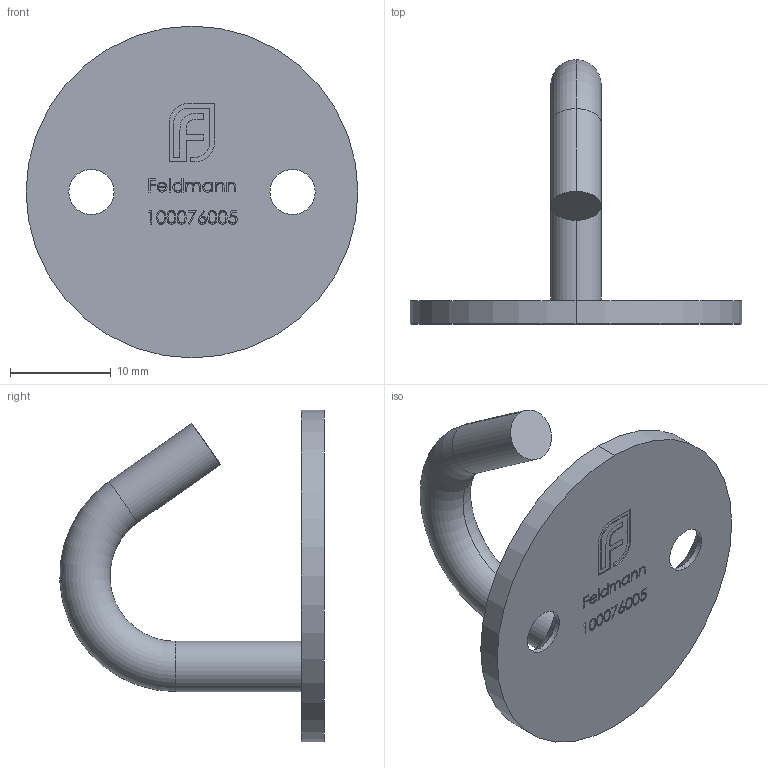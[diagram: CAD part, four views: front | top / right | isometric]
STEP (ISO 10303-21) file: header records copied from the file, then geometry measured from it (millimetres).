
FILE_DESCRIPTION (( 'STEP AP203' ), '1' );
FILE_NAME ('100076005.step', '2020-12-17T08:34:15', ( '' ), ( '' ), 'SwSTEP 2.0', 'SolidWorks 2018', '' );
FILE_SCHEMA (( 'CONFIG_CONTROL_DESIGN' ));
Length unit declared in the file: millimetre
Products named in the file (2): 100076005
Bounding box: 33 x 26.28 x 33 mm (x, y, z)
Volume: 2727.6 mm3; surface area: 2656.3 mm2
Topology: 1 solids, 1 shells, 271 faces, 715 edges, 474 vertices
Faces by surface type: bspline 130, plane 125, cylinder 10, cone 4, torus 2
Entity records: 15714 total; most frequent: CARTESIAN_POINT 9712, ORIENTED_EDGE 1430, DIRECTION 767, EDGE_CURVE 715, VERTEX_POINT 474, LINE 429, VECTOR 429, EDGE_LOOP 303
